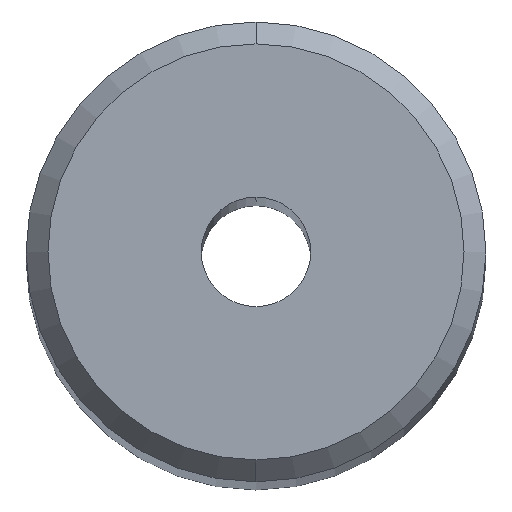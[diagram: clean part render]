
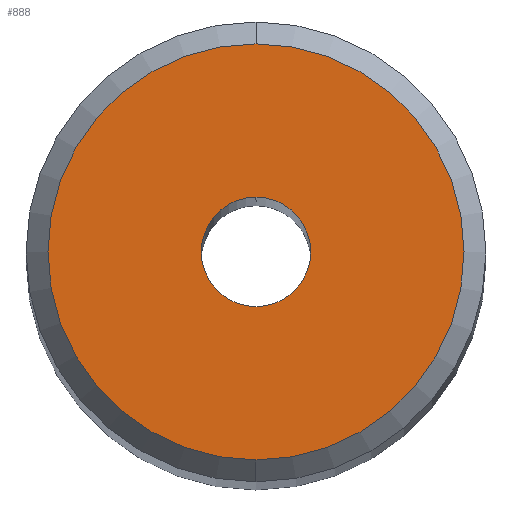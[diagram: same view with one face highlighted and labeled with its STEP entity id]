
A CAD part, top view. The second image highlights one B-rep face of the part: STEP entity #888.
In plain terms, the highlighted planar face has unit normal (0, 0, 1).
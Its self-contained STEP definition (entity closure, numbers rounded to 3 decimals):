
#396=VERTEX_POINT('NONE',#1120);
#540=EDGE_CURVE('NONE',#614,#558,#1282,.T.);
#558=VERTEX_POINT('NONE',#1301);
#614=VERTEX_POINT('NONE',#1362);
#750=VERTEX_POINT('NONE',#1507);
#888=ADVANCED_FACE('NONE',(#1667,#1668),#1669,.T.);
#896=EDGE_CURVE('NONE',#750,#396,#1677,.T.);
#1012=EDGE_CURVE('NONE',#558,#614,#1802,.F.);
#1034=EDGE_CURVE('NONE',#396,#750,#1825,.F.);
#1120=CARTESIAN_POINT('',(0.,2.5,240.0));
#1282=CIRCLE('',#2177,9.5);
#1301=CARTESIAN_POINT('',(0.,-9.5,240.0));
#1362=CARTESIAN_POINT('',(0.,9.5,240.0));
#1507=CARTESIAN_POINT('',(0.,-2.5,240.0));
#1667=FACE_OUTER_BOUND('',#2805,.T.);
#1668=FACE_BOUND('',#2806,.T.);
#1669=PLANE('',#2807);
#1677=CIRCLE('',#2822,2.5);
#1802=CIRCLE('',#3160,9.5);
#1825=CIRCLE('',#3207,2.5);
#2177=AXIS2_PLACEMENT_3D('',#3588,#3589,#3590);
#2805=EDGE_LOOP('',(#4048,#4049));
#2806=EDGE_LOOP('',(#4050,#4051));
#2807=AXIS2_PLACEMENT_3D('',#4052,#4053,#4054);
#2822=AXIS2_PLACEMENT_3D('',#4058,#4059,#4060);
#3160=AXIS2_PLACEMENT_3D('',#4196,#4197,#4198);
#3207=AXIS2_PLACEMENT_3D('',#4220,#4221,#4222);
#3588=CARTESIAN_POINT('',(0.,0.,240.0));
#3589=DIRECTION('',(0.,0.,1.0));
#3590=DIRECTION('',(0.,1.0,0.));
#4048=ORIENTED_EDGE('',*,*,#540,.T.);
#4049=ORIENTED_EDGE('',*,*,#1012,.T.);
#4050=ORIENTED_EDGE('',*,*,#896,.F.);
#4051=ORIENTED_EDGE('',*,*,#1034,.F.);
#4052=CARTESIAN_POINT('',(0.,10.5,240.0));
#4053=DIRECTION('',(0.,0.,1.0));
#4054=DIRECTION('',(0.,1.0,0.));
#4058=CARTESIAN_POINT('',(0.,0.,240.0));
#4059=DIRECTION('',(0.,0.,1.0));
#4060=DIRECTION('',(0.,-1.0,0.));
#4196=CARTESIAN_POINT('',(0.,0.,240.0));
#4197=DIRECTION('',(0.,0.,-1.0));
#4198=DIRECTION('',(0.,1.0,0.));
#4220=CARTESIAN_POINT('',(0.,0.,240.0));
#4221=DIRECTION('',(0.,0.,-1.0));
#4222=DIRECTION('',(0.,-1.0,0.));
